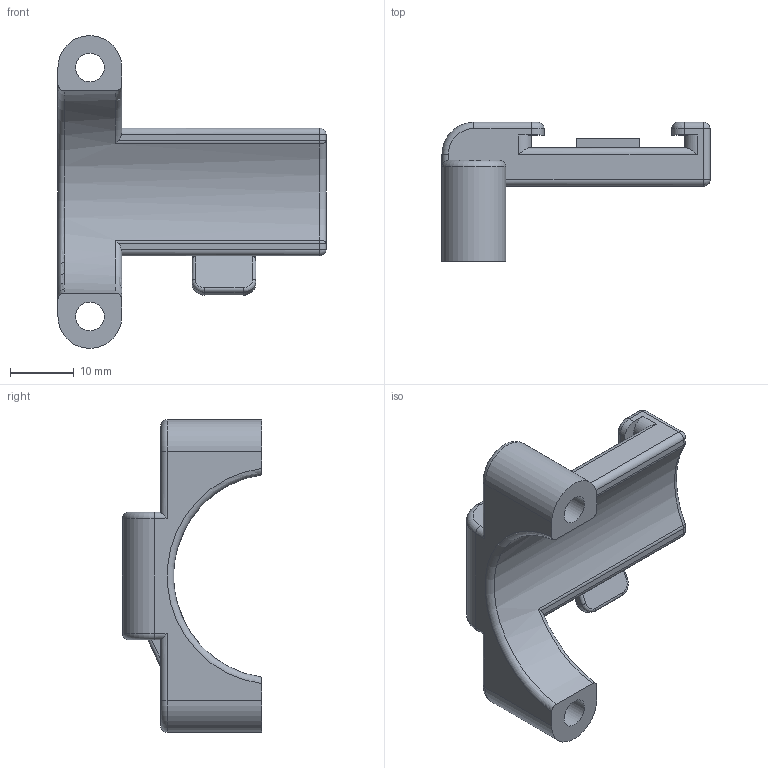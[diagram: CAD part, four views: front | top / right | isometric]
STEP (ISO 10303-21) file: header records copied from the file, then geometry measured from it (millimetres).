
FILE_DESCRIPTION(/* description */ (''),/* implementation_level */ '2;1');
FILE_NAME(/* name */ 'DisplayClip32.stp',/* time_stamp */ '2020-07-29T15:19:42+02:00',/* author */ ('hpcwoess'),/* organization */ (''),/* preprocessor_version */ 'ST-DEVELOPER v18.1',/* originating_system */ 'Autodesk Inventor 2020',/* authorisation */ '');
FILE_SCHEMA (('AUTOMOTIVE_DESIGN { 1 0 10303 214 3 1 1 }'));
Length unit declared in the file: millimetre
Products named in the file (1): DisplayClip32
Bounding box: 42 x 21.8 x 49 mm (x, y, z)
Volume: 8465 mm3; surface area: 5245 mm2
Topology: 1 solids, 1 shells, 100 faces, 248 edges, 148 vertices
Faces by surface type: cylinder 42, plane 34, torus 10, bspline 8, sphere 6
Full cylindrical faces by diameter (mm): 4.5 x2
Entity records: 3143 total; most frequent: CARTESIAN_POINT 719, DIRECTION 520, ORIENTED_EDGE 492, EDGE_CURVE 246, AXIS2_PLACEMENT_3D 195, VERTEX_POINT 148, LINE 130, VECTOR 130
